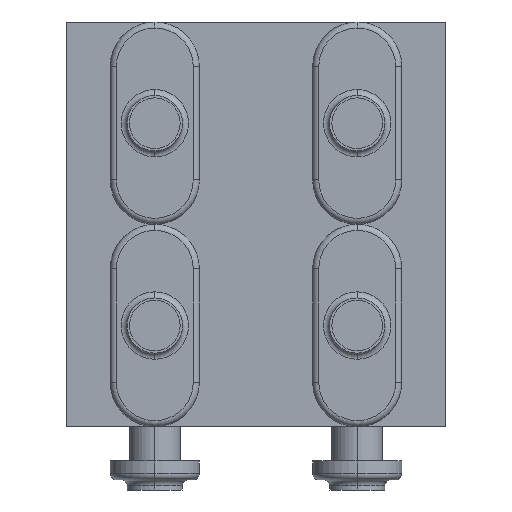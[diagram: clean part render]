
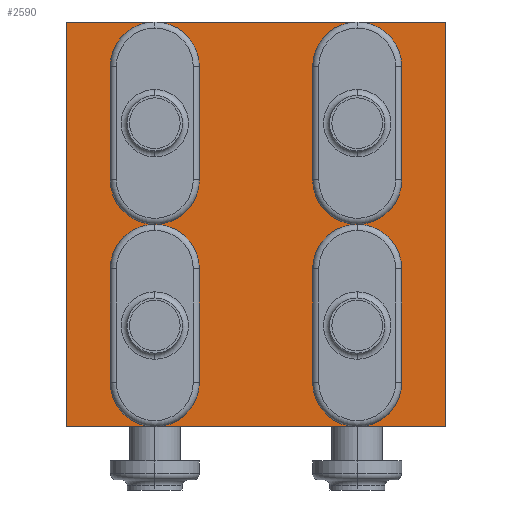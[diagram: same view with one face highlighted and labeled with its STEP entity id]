
A CAD part, front view. The second image highlights one B-rep face of the part: STEP entity #2590.
In plain terms, the highlighted planar face has unit normal (0, -1, 0).
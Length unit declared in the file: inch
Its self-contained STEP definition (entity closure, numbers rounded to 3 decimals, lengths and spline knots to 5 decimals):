
#6 = EDGE_CURVE ( 'NONE', #2581, #1530, #149, .T. ) ;
#14 = ORIENTED_EDGE ( 'NONE', *, *, #70, .F. ) ;
#29 = EDGE_CURVE ( 'NONE', #1530, #1806, #447, .T. ) ;
#30 = VERTEX_POINT ( 'NONE', #456 ) ;
#46 = EDGE_CURVE ( 'NONE', #352, #30, #568, .T. ) ;
#51 = EDGE_CURVE ( 'NONE', #2709, #1806, #638, .T. ) ;
#70 = EDGE_CURVE ( 'NONE', #30, #352, #808, .T. ) ;
#149 = LINE ( 'NONE', #150, #151 ) ;
#150 = CARTESIAN_POINT ( 'NONE',  ( -0.9375, 0., 2. ) ) ;
#151 = VECTOR ( 'NONE', #152, 39.37008 ) ;
#152 = DIRECTION ( 'NONE',  ( 1., 0., 0. ) ) ;
#173 = LINE ( 'NONE', #174, #175 ) ;
#174 = CARTESIAN_POINT ( 'NONE',  ( -0.9375, 0., 2. ) ) ;
#175 = VECTOR ( 'NONE', #176, 39.37008 ) ;
#176 = DIRECTION ( 'NONE',  ( 0., 0., -1. ) ) ;
#207 = CARTESIAN_POINT ( 'NONE',  ( 0.5, 0., 0.3715 ) ) ;
#224 = CARTESIAN_POINT ( 'NONE',  ( -0.5, 0., 0.3715 ) ) ;
#248 = EDGE_LOOP ( 'NONE', ( #2367, #2423 ) ) ;
#329 = CARTESIAN_POINT ( 'NONE',  ( -0.9375, 0., 2. ) ) ;
#330 = CIRCLE ( 'NONE', #331, 0.1285 ) ;
#331 = AXIS2_PLACEMENT_3D ( 'NONE', #332, #333, #334 ) ;
#332 = CARTESIAN_POINT ( 'NONE',  ( -0.5, 0., 0.5 ) ) ;
#333 = DIRECTION ( 'NONE',  ( 0., -1., 0. ) ) ;
#334 = DIRECTION ( 'NONE',  ( 0., 0., -1. ) ) ;
#347 = CIRCLE ( 'NONE', #348, 0.1285 ) ;
#348 = AXIS2_PLACEMENT_3D ( 'NONE', #349, #350, #351 ) ;
#349 = CARTESIAN_POINT ( 'NONE',  ( 0.5, 0., 0.5 ) ) ;
#350 = DIRECTION ( 'NONE',  ( 0., -1., 0. ) ) ;
#351 = DIRECTION ( 'NONE',  ( 0., 0., -1. ) ) ;
#352 = VERTEX_POINT ( 'NONE', #1102 ) ;
#379 = FACE_BOUND ( 'NONE', #2570, .T. ) ;
#380 = FACE_BOUND ( 'NONE', #2402, .T. ) ;
#381 = FACE_BOUND ( 'NONE', #248, .T. ) ;
#382 = FACE_BOUND ( 'NONE', #2420, .T. ) ;
#383 = FACE_OUTER_BOUND ( 'NONE', #2542, .T. ) ;
#384 = PLANE ( 'NONE',  #385 ) ;
#385 = AXIS2_PLACEMENT_3D ( 'NONE', #386, #387, #388 ) ;
#386 = CARTESIAN_POINT ( 'NONE',  ( -0.9375, 0., 2. ) ) ;
#387 = DIRECTION ( 'NONE',  ( 0., -1., 0. ) ) ;
#388 = DIRECTION ( 'NONE',  ( 0., 0., -1. ) ) ;
#441 = CIRCLE ( 'NONE', #442, 0.1285 ) ;
#442 = AXIS2_PLACEMENT_3D ( 'NONE', #443, #444, #445 ) ;
#443 = CARTESIAN_POINT ( 'NONE',  ( 0.5, 0., 0.5 ) ) ;
#444 = DIRECTION ( 'NONE',  ( 0., -1., 0. ) ) ;
#445 = DIRECTION ( 'NONE',  ( 0., 0., -1. ) ) ;
#446 = CARTESIAN_POINT ( 'NONE',  ( 0.9375, 0., 2. ) ) ;
#447 = LINE ( 'NONE', #448, #449 ) ;
#448 = CARTESIAN_POINT ( 'NONE',  ( 0.9375, 0., 2. ) ) ;
#449 = VECTOR ( 'NONE', #450, 39.37008 ) ;
#450 = DIRECTION ( 'NONE',  ( 0., 0., -1. ) ) ;
#456 = CARTESIAN_POINT ( 'NONE',  ( 0.5, 0., 1.3715 ) ) ;
#543 = ORIENTED_EDGE ( 'NONE', *, *, #6, .F. ) ;
#568 = CIRCLE ( 'NONE', #569, 0.1285 ) ;
#569 = AXIS2_PLACEMENT_3D ( 'NONE', #570, #571, #572 ) ;
#570 = CARTESIAN_POINT ( 'NONE',  ( 0.5, 0., 1.5 ) ) ;
#571 = DIRECTION ( 'NONE',  ( 0., -1., 0. ) ) ;
#572 = DIRECTION ( 'NONE',  ( 0., 0., -1. ) ) ;
#624 = CARTESIAN_POINT ( 'NONE',  ( 0.9375, 0., 0. ) ) ;
#638 = LINE ( 'NONE', #639, #640 ) ;
#639 = CARTESIAN_POINT ( 'NONE',  ( -0.9375, 0., 0. ) ) ;
#640 = VECTOR ( 'NONE', #641, 39.37008 ) ;
#641 = DIRECTION ( 'NONE',  ( 1., 0., 0. ) ) ;
#690 = EDGE_CURVE ( 'NONE', #1145, #2320, #1303, .T. ) ;
#777 = EDGE_CURVE ( 'NONE', #2495, #2466, #1360, .T. ) ;
#808 = CIRCLE ( 'NONE', #809, 0.1285 ) ;
#809 = AXIS2_PLACEMENT_3D ( 'NONE', #810, #811, #812 ) ;
#810 = CARTESIAN_POINT ( 'NONE',  ( 0.5, 0., 1.5 ) ) ;
#811 = DIRECTION ( 'NONE',  ( 0., -1., 0. ) ) ;
#812 = DIRECTION ( 'NONE',  ( 0., 0., -1. ) ) ;
#887 = CARTESIAN_POINT ( 'NONE',  ( -0.5, 0., 1.6285 ) ) ;
#920 = CARTESIAN_POINT ( 'NONE',  ( 0.5, 0., 0.6285 ) ) ;
#1060 = CARTESIAN_POINT ( 'NONE',  ( -0.5, 0., 0.6285 ) ) ;
#1101 = CARTESIAN_POINT ( 'NONE',  ( -0.5, 0., 1.3715 ) ) ;
#1102 = CARTESIAN_POINT ( 'NONE',  ( 0.5, 0., 1.6285 ) ) ;
#1145 = VERTEX_POINT ( 'NONE', #224 ) ;
#1175 = CIRCLE ( 'NONE', #1176, 0.1285 ) ;
#1176 = AXIS2_PLACEMENT_3D ( 'NONE', #1177, #1178, #1181 ) ;
#1177 = CARTESIAN_POINT ( 'NONE',  ( -0.5, 0., 1.5 ) ) ;
#1178 = DIRECTION ( 'NONE',  ( 0., -1., 0. ) ) ;
#1181 = DIRECTION ( 'NONE',  ( 0., 0., -1. ) ) ;
#1282 = CARTESIAN_POINT ( 'NONE',  ( -0.9375, 0., 0. ) ) ;
#1303 = CIRCLE ( 'NONE', #1304, 0.1285 ) ;
#1304 = AXIS2_PLACEMENT_3D ( 'NONE', #1305, #1306, #1307 ) ;
#1305 = CARTESIAN_POINT ( 'NONE',  ( -0.5, 0., 0.5 ) ) ;
#1306 = DIRECTION ( 'NONE',  ( 0., -1., 0. ) ) ;
#1307 = DIRECTION ( 'NONE',  ( 0., 0., -1. ) ) ;
#1353 = EDGE_CURVE ( 'NONE', #2320, #1145, #330, .T. ) ;
#1360 = CIRCLE ( 'NONE', #1361, 0.1285 ) ;
#1361 = AXIS2_PLACEMENT_3D ( 'NONE', #1362, #1363, #1364 ) ;
#1362 = CARTESIAN_POINT ( 'NONE',  ( -0.5, 0., 1.5 ) ) ;
#1363 = DIRECTION ( 'NONE',  ( 0., -1., 0. ) ) ;
#1364 = DIRECTION ( 'NONE',  ( 0., 0., -1. ) ) ;
#1530 = VERTEX_POINT ( 'NONE', #446 ) ;
#1806 = VERTEX_POINT ( 'NONE', #624 ) ;
#2320 = VERTEX_POINT ( 'NONE', #1060 ) ;
#2367 = ORIENTED_EDGE ( 'NONE', *, *, #777, .F. ) ;
#2375 = EDGE_CURVE ( 'NONE', #2581, #2709, #173, .T. ) ;
#2386 = ORIENTED_EDGE ( 'NONE', *, *, #29, .F. ) ;
#2387 = ORIENTED_EDGE ( 'NONE', *, *, #2375, .T. ) ;
#2397 = ORIENTED_EDGE ( 'NONE', *, *, #51, .T. ) ;
#2402 = EDGE_LOOP ( 'NONE', ( #2569, #2481 ) ) ;
#2413 = EDGE_CURVE ( 'NONE', #2734, #2649, #441, .T. ) ;
#2420 = EDGE_LOOP ( 'NONE', ( #2647, #2677 ) ) ;
#2423 = ORIENTED_EDGE ( 'NONE', *, *, #2511, .F. ) ;
#2466 = VERTEX_POINT ( 'NONE', #887 ) ;
#2481 = ORIENTED_EDGE ( 'NONE', *, *, #2583, .F. ) ;
#2495 = VERTEX_POINT ( 'NONE', #1101 ) ;
#2511 = EDGE_CURVE ( 'NONE', #2466, #2495, #1175, .T. ) ;
#2542 = EDGE_LOOP ( 'NONE', ( #2386, #543, #2387, #2397 ) ) ;
#2569 = ORIENTED_EDGE ( 'NONE', *, *, #2413, .F. ) ;
#2570 = EDGE_LOOP ( 'NONE', ( #14, #2574 ) ) ;
#2574 = ORIENTED_EDGE ( 'NONE', *, *, #46, .F. ) ;
#2581 = VERTEX_POINT ( 'NONE', #329 ) ;
#2583 = EDGE_CURVE ( 'NONE', #2649, #2734, #347, .T. ) ;
#2590 = ADVANCED_FACE ( 'NONE', ( #379, #380, #381, #382, #383 ), #384, .T. ) ;
#2647 = ORIENTED_EDGE ( 'NONE', *, *, #690, .F. ) ;
#2649 = VERTEX_POINT ( 'NONE', #920 ) ;
#2677 = ORIENTED_EDGE ( 'NONE', *, *, #1353, .F. ) ;
#2709 = VERTEX_POINT ( 'NONE', #1282 ) ;
#2734 = VERTEX_POINT ( 'NONE', #207 ) ;
